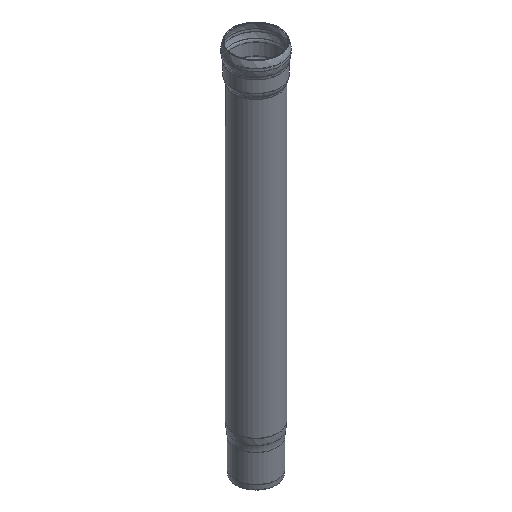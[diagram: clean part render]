
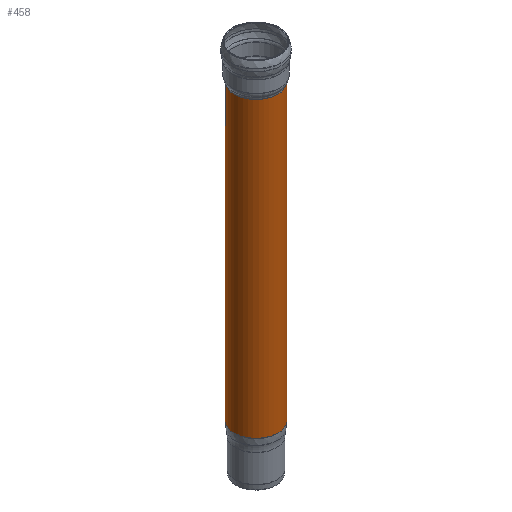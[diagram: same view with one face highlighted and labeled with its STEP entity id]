
A CAD part, isometric view. The second image highlights one B-rep face of the part: STEP entity #458.
In plain terms, the highlighted cylindrical face has radius 365 mm (diameter 730 mm), a full revolution.
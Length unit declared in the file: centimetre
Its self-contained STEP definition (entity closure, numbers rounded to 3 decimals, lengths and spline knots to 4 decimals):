
#43=CYLINDRICAL_SURFACE('',#505,36.5);
#58=FACE_OUTER_BOUND('',#86,.T.);
#86=EDGE_LOOP('',(#349,#350,#351,#352));
#110=LINE('',#840,#125);
#125=VECTOR('',#622,36.5);
#149=CIRCLE('',#500,36.5);
#153=CIRCLE('',#506,36.5);
#202=VERTEX_POINT('',#829);
#205=VERTEX_POINT('',#839);
#252=EDGE_CURVE('',#202,#202,#149,.T.);
#257=EDGE_CURVE('',#202,#205,#110,.T.);
#258=EDGE_CURVE('',#205,#205,#153,.T.);
#349=ORIENTED_EDGE('',*,*,#252,.F.);
#350=ORIENTED_EDGE('',*,*,#257,.T.);
#351=ORIENTED_EDGE('',*,*,#258,.F.);
#352=ORIENTED_EDGE('',*,*,#257,.F.);
#458=ADVANCED_FACE('',(#58),#43,.T.);
#500=AXIS2_PLACEMENT_3D('',#830,#609,#610);
#505=AXIS2_PLACEMENT_3D('',#838,#620,#621);
#506=AXIS2_PLACEMENT_3D('',#841,#623,#624);
#609=DIRECTION('center_axis',(0.,0.,-1.));
#610=DIRECTION('ref_axis',(0.,1.,0.));
#620=DIRECTION('center_axis',(0.,0.,-1.));
#621=DIRECTION('ref_axis',(0.,-1.,0.));
#622=DIRECTION('',(0.,0.,1.));
#623=DIRECTION('center_axis',(0.,0.,1.));
#624=DIRECTION('ref_axis',(1.,0.,0.));
#829=CARTESIAN_POINT('',(0.,36.5,76.8174));
#830=CARTESIAN_POINT('Origin',(0.,0.,76.8174));
#838=CARTESIAN_POINT('Origin',(0.,0.,570.5069));
#839=CARTESIAN_POINT('',(0.,36.5,570.5069));
#840=CARTESIAN_POINT('',(0.,36.5,570.5069));
#841=CARTESIAN_POINT('Origin',(0.,0.,570.5069));
